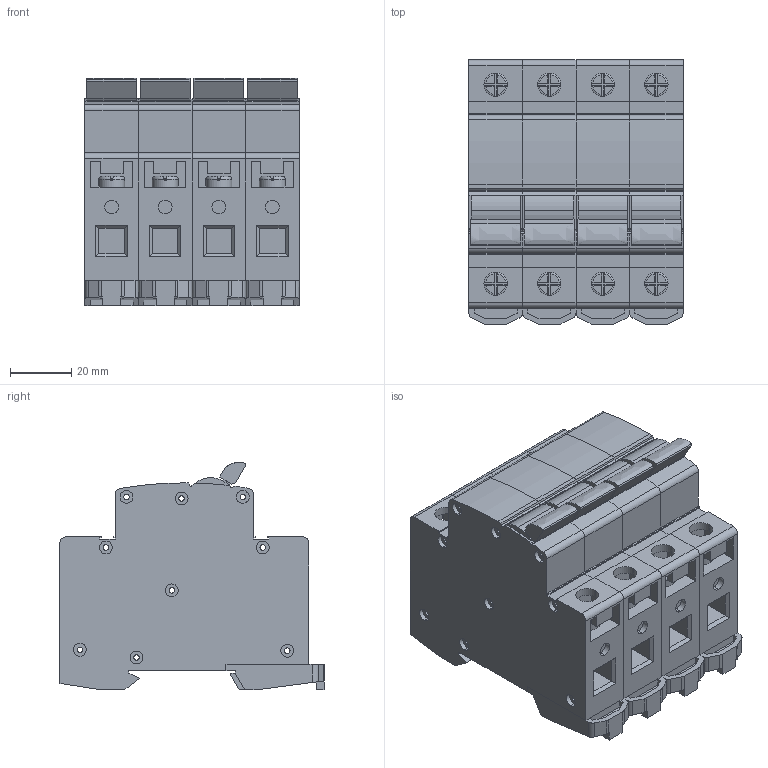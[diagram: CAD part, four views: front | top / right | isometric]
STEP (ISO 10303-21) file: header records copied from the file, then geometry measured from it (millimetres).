
FILE_DESCRIPTION (( 'STEP AP203' ), '1' );
FILE_NAME ('Âûêëþ÷àòåëü àâòîìàòè÷åñêèé AV-6 4P 10A (C) 6êÀ EKF AVERES (mcb6-4-10C-av).STEP', '2022-09-01T13:11:44', ( '' ), ( '' ), 'SwSTEP 2.0', 'SolidWorks 2021', '' );
FILE_SCHEMA (( 'CONFIG_CONTROL_DESIGN' ));
Length unit declared in the file: millimetre
Products named in the file (1): Âûêëþ÷àòåëü àâòîìàòè÷åñêèé AV-6 4P 10A (C) 6êÀ EKF AVERES (mcb6-4-10C-av)
Bounding box: 70 x 86.2 x 74.18 mm (x, y, z)
Volume: 298957.7 mm3; surface area: 76978.7 mm2
Topology: 4 solids, 4 shells, 1152 faces, 2996 edges, 1968 vertices
Faces by surface type: plane 764, cylinder 368, torus 16, bspline 4
Entity records: 35995 total; most frequent: CARTESIAN_POINT 7033, ORIENTED_EDGE 5992, DIRECTION 5926, EDGE_CURVE 2996, VECTOR 2076, LINE 2076, VERTEX_POINT 1968, AXIS2_PLACEMENT_3D 1925
